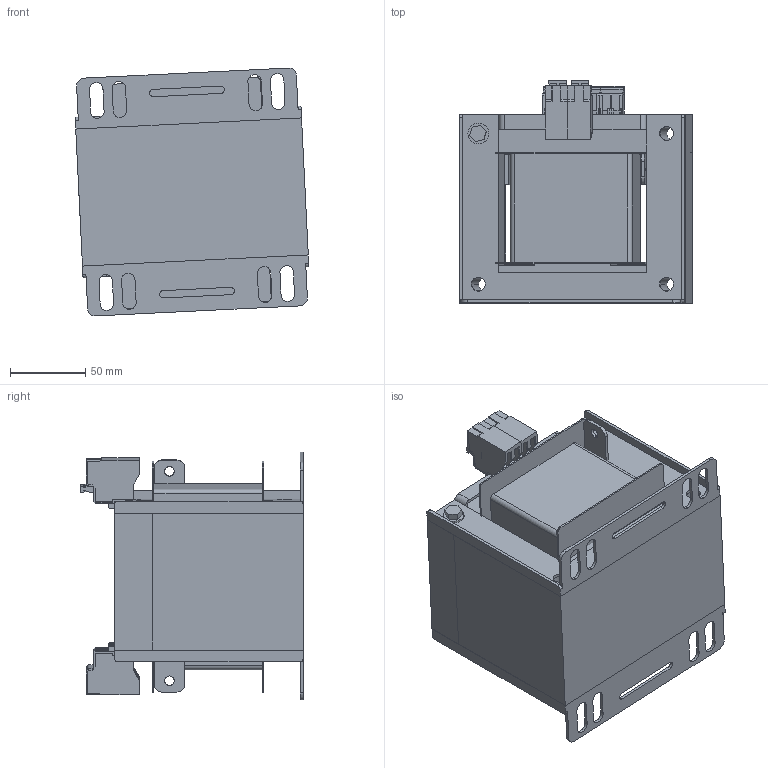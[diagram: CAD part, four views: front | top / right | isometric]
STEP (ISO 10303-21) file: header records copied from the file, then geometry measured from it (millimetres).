
FILE_DESCRIPTION (( 'STEP AP203' ), '1' );
FILE_NAME ('EURM1001.STEP', '2024-07-08T12:05:39', ( 'Utilisateur Windows' ), ( '' ), 'SwSTEP 2.0', 'SolidWorks 2023', '' );
FILE_SCHEMA (( 'CONFIG_CONTROL_DESIGN' ));
Length unit declared in the file: millimetre
Products named in the file (12): Carcasse mono EI 150x91_Ref 405B; Cadre pour borne WAGO 125 x 150; EURM1001; Tole monophase EI 125x150 1W7 - I - 91; Vis tete hexa M6; Rondelle M6; Conta clip PTKS 4-2 Couvercle; Conta clip PTKS 4-3 Couvercle; Conta clip PTKS 4-1; Tole monophase EI 125x150 1W7 - E - 91; Conta clip PTKS 4-2; Conta clip PTKS Cavalier
Assembly tree (22 placements, depth 2):
  EURM1001
    Conta clip PTKS Cavalier  x2
    Conta clip PTKS 4-2  x5
    Conta clip PTKS 4-1
    Conta clip PTKS 4-2 Couvercle  x4
    Vis tete hexa M6  x2
    Rondelle M6  x2
    Conta clip PTKS 4-3 Couvercle
    Carcasse mono EI 150x91_Ref 405B
    Cadre pour borne WAGO 125 x 150  x2
    Tole monophase EI 125x150 1W7 - E - 91
    Tole monophase EI 125x150 1W7 - I - 91
Bounding box: 155.08 x 147.51 x 164.51 mm (x, y, z)
Volume: 1853650.5 mm3; surface area: 346303.7 mm2
Topology: 22 solids, 22 shells, 2931 faces, 8218 edges, 5427 vertices
Faces by surface type: plane 2118, cylinder 704, bspline 53, cone 44, torus 12
Entity records: 38860 total; most frequent: CARTESIAN_POINT 9055, ORIENTED_EDGE 6108, DIRECTION 5525, EDGE_CURVE 3054, LINE 2421, VECTOR 2421, VERTEX_POINT 2017, AXIS2_PLACEMENT_3D 1552
